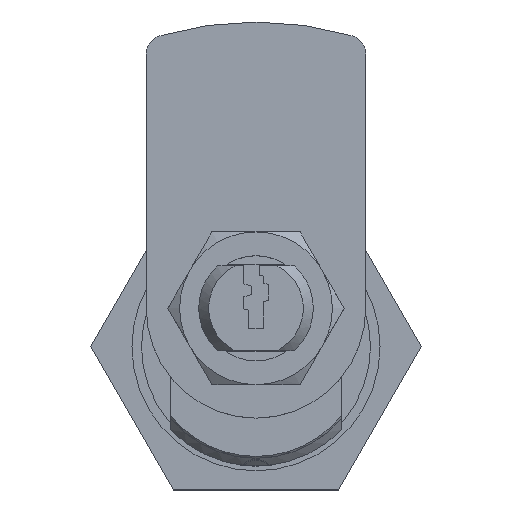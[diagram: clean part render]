
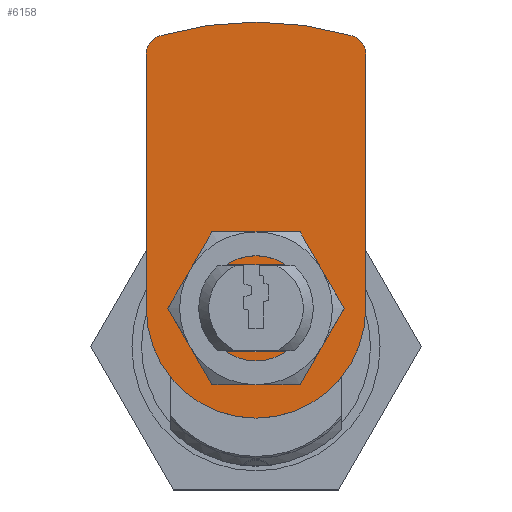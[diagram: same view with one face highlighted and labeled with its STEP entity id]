
A CAD part, top view. The second image highlights one B-rep face of the part: STEP entity #6158.
In plain terms, the highlighted planar face has unit normal (0, 0, 1).
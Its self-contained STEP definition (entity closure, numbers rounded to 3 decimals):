
#5893=CARTESIAN_POINT('',(9.5,26.646,2.5));
#5894=DIRECTION('',(0.,0.,-1.));
#5895=DIRECTION('',(0.279,0.96,0.));
#5896=AXIS2_PLACEMENT_3D('',#5893,#5894,#5895);
#5898=DIRECTION('',(0.,-1.,0.));
#5899=VECTOR('',#5898,26.646);
#5900=CARTESIAN_POINT('',(11.5,26.646,2.5));
#5901=LINE('',#5900,#5899);
#5902=CARTESIAN_POINT('',(0.,0.,2.5));
#5903=DIRECTION('',(0.,0.,-1.));
#5904=DIRECTION('',(1.,0.,0.));
#5905=AXIS2_PLACEMENT_3D('',#5902,#5903,#5904);
#5907=DIRECTION('',(0.,1.,0.));
#5908=VECTOR('',#5907,26.646);
#5909=CARTESIAN_POINT('',(-11.5,0.,2.5));
#5910=LINE('',#5909,#5908);
#5911=CARTESIAN_POINT('',(-9.5,26.646,2.5));
#5912=DIRECTION('',(0.,0.,-1.));
#5913=DIRECTION('',(-1.,0.,0.));
#5914=AXIS2_PLACEMENT_3D('',#5911,#5912,#5913);
#5916=CARTESIAN_POINT('',(0.,-6.,2.5));
#5917=DIRECTION('',(0.,0.,-1.));
#5918=DIRECTION('',(-0.279,0.96,0.));
#5919=AXIS2_PLACEMENT_3D('',#5916,#5917,#5918);
#5921=CARTESIAN_POINT('',(0.,0.,2.5));
#5922=DIRECTION('',(0.,0.,1.));
#5923=DIRECTION('',(0.659,-0.752,0.));
#5924=AXIS2_PLACEMENT_3D('',#5921,#5922,#5923);
#5926=CARTESIAN_POINT('',(0.,0.,2.5));
#5927=DIRECTION('',(0.,0.,1.));
#5928=DIRECTION('',(1.,0.,0.));
#5929=AXIS2_PLACEMENT_3D('',#5926,#5927,#5928);
#5931=CARTESIAN_POINT('',(0.,0.,2.5));
#5932=DIRECTION('',(0.,0.,1.));
#5933=DIRECTION('',(-0.659,0.752,0.));
#5934=AXIS2_PLACEMENT_3D('',#5931,#5932,#5933);
#5936=CARTESIAN_POINT('',(0.,0.,2.5));
#5937=DIRECTION('',(0.,0.,1.));
#5938=DIRECTION('',(-1.,0.,0.));
#5939=AXIS2_PLACEMENT_3D('',#5936,#5937,#5938);
#5941=DIRECTION('',(-1.,0.,0.));
#5942=VECTOR('',#5941,7.975);
#5943=CARTESIAN_POINT('',(3.987,-4.55,2.5));
#5944=LINE('',#5943,#5942);
#5953=DIRECTION('',(1.,0.,0.));
#5954=VECTOR('',#5953,7.975);
#5955=CARTESIAN_POINT('',(-3.987,4.55,2.5));
#5956=LINE('',#5955,#5954);
#5989=CARTESIAN_POINT('',(11.5,26.646,2.5));
#5990=VERTEX_POINT('',#5989);
#5991=CARTESIAN_POINT('',(10.059,28.566,2.5));
#5992=VERTEX_POINT('',#5991);
#5993=CARTESIAN_POINT('',(11.5,0.,2.5));
#5994=VERTEX_POINT('',#5993);
#5995=CARTESIAN_POINT('',(-11.5,0.,2.5));
#5996=VERTEX_POINT('',#5995);
#5997=CARTESIAN_POINT('',(-11.5,26.646,2.5));
#5998=VERTEX_POINT('',#5997);
#5999=CARTESIAN_POINT('',(-10.059,28.566,2.5));
#6000=VERTEX_POINT('',#5999);
#6001=CARTESIAN_POINT('',(3.987,-4.55,2.5));
#6002=CARTESIAN_POINT('',(-3.987,-4.55,2.5));
#6003=VERTEX_POINT('',#6001);
#6004=VERTEX_POINT('',#6002);
#6005=CARTESIAN_POINT('',(6.05,0.,2.5));
#6006=VERTEX_POINT('',#6005);
#6007=CARTESIAN_POINT('',(3.987,4.55,2.5));
#6008=VERTEX_POINT('',#6007);
#6009=CARTESIAN_POINT('',(-3.987,4.55,2.5));
#6010=VERTEX_POINT('',#6009);
#6011=CARTESIAN_POINT('',(-6.05,0.,2.5));
#6012=VERTEX_POINT('',#6011);
#6131=CARTESIAN_POINT('',(0.,0.,2.5));
#6132=DIRECTION('',(0.,0.,1.));
#6133=DIRECTION('',(1.,0.,0.));
#6134=AXIS2_PLACEMENT_3D('',#6131,#6132,#6133);
#6135=PLANE('',#6134);
#6136=ORIENTED_EDGE('',*,*,#6055,.T.);
#6137=ORIENTED_EDGE('',*,*,#6070,.T.);
#6138=ORIENTED_EDGE('',*,*,#6084,.T.);
#6139=ORIENTED_EDGE('',*,*,#6098,.T.);
#6140=ORIENTED_EDGE('',*,*,#6112,.T.);
#6141=ORIENTED_EDGE('',*,*,#6125,.T.);
#6142=EDGE_LOOP('',(#6136,#6137,#6138,#6139,#6140,#6141));
#6143=FACE_OUTER_BOUND('',#6142,.F.);
#6145=ORIENTED_EDGE('',*,*,#6144,.F.);
#6147=ORIENTED_EDGE('',*,*,#6146,.T.);
#6149=ORIENTED_EDGE('',*,*,#6148,.T.);
#6151=ORIENTED_EDGE('',*,*,#6150,.F.);
#6153=ORIENTED_EDGE('',*,*,#6152,.T.);
#6155=ORIENTED_EDGE('',*,*,#6154,.T.);
#6156=EDGE_LOOP('',(#6145,#6147,#6149,#6151,#6153,#6155));
#6157=FACE_BOUND('',#6156,.F.);
#6158=ADVANCED_FACE('',(#6143,#6157),#6135,.T.);
#5897=CIRCLE('',#5896,2.);
#5906=CIRCLE('',#5905,11.5);
#5915=CIRCLE('',#5914,2.);
#5920=CIRCLE('',#5919,36.);
#5925=CIRCLE('',#5924,6.05);
#5930=CIRCLE('',#5929,6.05);
#5935=CIRCLE('',#5934,6.05);
#5940=CIRCLE('',#5939,6.05);
#6055=EDGE_CURVE('',#5992,#5990,#5897,.T.);
#6070=EDGE_CURVE('',#5990,#5994,#5901,.T.);
#6084=EDGE_CURVE('',#5994,#5996,#5906,.T.);
#6098=EDGE_CURVE('',#5996,#5998,#5910,.T.);
#6112=EDGE_CURVE('',#5998,#6000,#5915,.T.);
#6125=EDGE_CURVE('',#6000,#5992,#5920,.T.);
#6144=EDGE_CURVE('',#6003,#6004,#5944,.T.);
#6146=EDGE_CURVE('',#6003,#6006,#5925,.T.);
#6148=EDGE_CURVE('',#6006,#6008,#5930,.T.);
#6150=EDGE_CURVE('',#6010,#6008,#5956,.T.);
#6152=EDGE_CURVE('',#6010,#6012,#5935,.T.);
#6154=EDGE_CURVE('',#6012,#6004,#5940,.T.);
